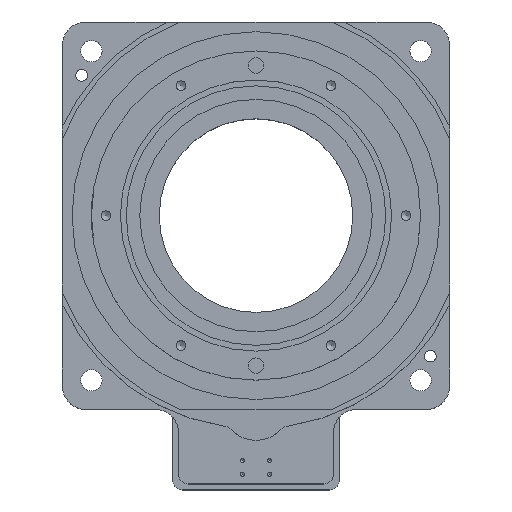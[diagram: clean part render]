
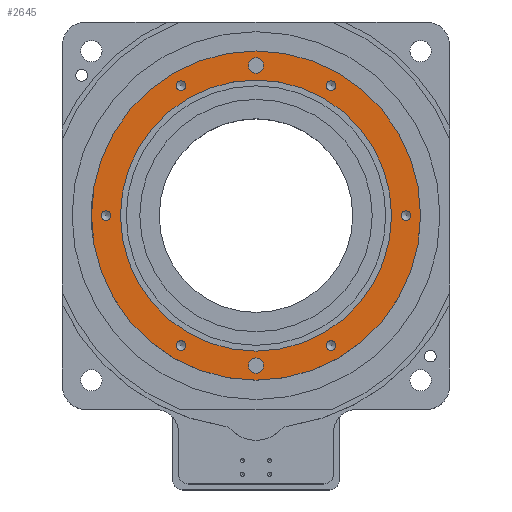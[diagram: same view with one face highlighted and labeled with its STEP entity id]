
A CAD part, top view. The second image highlights one B-rep face of the part: STEP entity #2645.
In plain terms, the highlighted planar face has unit normal (0, 0, 1).
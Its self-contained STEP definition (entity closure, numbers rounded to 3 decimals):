
#27=FACE_BOUND('',#765,.T.);
#28=FACE_BOUND('',#766,.T.);
#29=FACE_BOUND('',#767,.T.);
#30=FACE_BOUND('',#768,.T.);
#31=FACE_BOUND('',#769,.T.);
#32=FACE_BOUND('',#770,.T.);
#33=FACE_BOUND('',#771,.T.);
#34=FACE_BOUND('',#772,.T.);
#35=FACE_BOUND('',#773,.T.);
#615=FACE_OUTER_BOUND('',#764,.T.);
#764=EDGE_LOOP('',(#2129,#2130));
#765=EDGE_LOOP('',(#2131,#2132));
#766=EDGE_LOOP('',(#2133,#2134));
#767=EDGE_LOOP('',(#2135,#2136));
#768=EDGE_LOOP('',(#2137,#2138));
#769=EDGE_LOOP('',(#2139,#2140));
#770=EDGE_LOOP('',(#2141,#2142));
#771=EDGE_LOOP('',(#2143,#2144));
#772=EDGE_LOOP('',(#2145,#2146));
#773=EDGE_LOOP('',(#2147,#2148));
#952=CIRCLE('',#2879,85.);
#953=CIRCLE('',#2880,85.);
#964=CIRCLE('',#2895,70.);
#965=CIRCLE('',#2896,70.);
#968=CIRCLE('',#2900,2.5);
#969=CIRCLE('',#2901,2.5);
#972=CIRCLE('',#2905,2.5);
#973=CIRCLE('',#2906,2.5);
#976=CIRCLE('',#2910,2.5);
#977=CIRCLE('',#2911,2.5);
#980=CIRCLE('',#2915,2.5);
#981=CIRCLE('',#2916,2.5);
#984=CIRCLE('',#2920,2.5);
#985=CIRCLE('',#2921,2.5);
#988=CIRCLE('',#2925,2.5);
#989=CIRCLE('',#2926,2.5);
#992=CIRCLE('',#2930,4.);
#993=CIRCLE('',#2931,4.);
#996=CIRCLE('',#2935,4.);
#997=CIRCLE('',#2936,4.);
#1176=VERTEX_POINT('',#4298);
#1177=VERTEX_POINT('',#4300);
#1192=VERTEX_POINT('',#4408);
#1193=VERTEX_POINT('',#4410);
#1196=VERTEX_POINT('',#4418);
#1197=VERTEX_POINT('',#4420);
#1200=VERTEX_POINT('',#4428);
#1201=VERTEX_POINT('',#4430);
#1204=VERTEX_POINT('',#4438);
#1205=VERTEX_POINT('',#4440);
#1208=VERTEX_POINT('',#4448);
#1209=VERTEX_POINT('',#4450);
#1212=VERTEX_POINT('',#4458);
#1213=VERTEX_POINT('',#4460);
#1216=VERTEX_POINT('',#4468);
#1217=VERTEX_POINT('',#4470);
#1220=VERTEX_POINT('',#4478);
#1221=VERTEX_POINT('',#4480);
#1224=VERTEX_POINT('',#4488);
#1225=VERTEX_POINT('',#4490);
#1503=EDGE_CURVE('',#1176,#1177,#952,.T.);
#1504=EDGE_CURVE('',#1177,#1176,#953,.T.);
#1523=EDGE_CURVE('',#1193,#1192,#964,.T.);
#1524=EDGE_CURVE('',#1192,#1193,#965,.T.);
#1528=EDGE_CURVE('',#1197,#1196,#968,.T.);
#1529=EDGE_CURVE('',#1196,#1197,#969,.T.);
#1533=EDGE_CURVE('',#1201,#1200,#972,.T.);
#1534=EDGE_CURVE('',#1200,#1201,#973,.T.);
#1538=EDGE_CURVE('',#1205,#1204,#976,.T.);
#1539=EDGE_CURVE('',#1204,#1205,#977,.T.);
#1543=EDGE_CURVE('',#1209,#1208,#980,.T.);
#1544=EDGE_CURVE('',#1208,#1209,#981,.T.);
#1548=EDGE_CURVE('',#1213,#1212,#984,.T.);
#1549=EDGE_CURVE('',#1212,#1213,#985,.T.);
#1553=EDGE_CURVE('',#1217,#1216,#988,.T.);
#1554=EDGE_CURVE('',#1216,#1217,#989,.T.);
#1558=EDGE_CURVE('',#1221,#1220,#992,.T.);
#1559=EDGE_CURVE('',#1220,#1221,#993,.T.);
#1563=EDGE_CURVE('',#1225,#1224,#996,.T.);
#1564=EDGE_CURVE('',#1224,#1225,#997,.T.);
#2129=ORIENTED_EDGE('',*,*,#1504,.F.);
#2130=ORIENTED_EDGE('',*,*,#1503,.F.);
#2131=ORIENTED_EDGE('',*,*,#1523,.T.);
#2132=ORIENTED_EDGE('',*,*,#1524,.T.);
#2133=ORIENTED_EDGE('',*,*,#1528,.T.);
#2134=ORIENTED_EDGE('',*,*,#1529,.T.);
#2135=ORIENTED_EDGE('',*,*,#1533,.T.);
#2136=ORIENTED_EDGE('',*,*,#1534,.T.);
#2137=ORIENTED_EDGE('',*,*,#1538,.T.);
#2138=ORIENTED_EDGE('',*,*,#1539,.T.);
#2139=ORIENTED_EDGE('',*,*,#1543,.T.);
#2140=ORIENTED_EDGE('',*,*,#1544,.T.);
#2141=ORIENTED_EDGE('',*,*,#1548,.T.);
#2142=ORIENTED_EDGE('',*,*,#1549,.T.);
#2143=ORIENTED_EDGE('',*,*,#1553,.T.);
#2144=ORIENTED_EDGE('',*,*,#1554,.T.);
#2145=ORIENTED_EDGE('',*,*,#1558,.T.);
#2146=ORIENTED_EDGE('',*,*,#1559,.T.);
#2147=ORIENTED_EDGE('',*,*,#1563,.T.);
#2148=ORIENTED_EDGE('',*,*,#1564,.T.);
#2534=PLANE('',#2948);
#2645=ADVANCED_FACE('',(#615,#27,#28,#29,#30,#31,#32,#33,#34,#35),#2534,
 .T.);
#2879=AXIS2_PLACEMENT_3D('',#4301,#3430,#3431);
#2880=AXIS2_PLACEMENT_3D('',#4302,#3432,#3433);
#2895=AXIS2_PLACEMENT_3D('',#4411,#3466,#3467);
#2896=AXIS2_PLACEMENT_3D('',#4412,#3468,#3469);
#2900=AXIS2_PLACEMENT_3D('',#4421,#3477,#3478);
#2901=AXIS2_PLACEMENT_3D('',#4422,#3479,#3480);
#2905=AXIS2_PLACEMENT_3D('',#4431,#3488,#3489);
#2906=AXIS2_PLACEMENT_3D('',#4432,#3490,#3491);
#2910=AXIS2_PLACEMENT_3D('',#4441,#3499,#3500);
#2911=AXIS2_PLACEMENT_3D('',#4442,#3501,#3502);
#2915=AXIS2_PLACEMENT_3D('',#4451,#3510,#3511);
#2916=AXIS2_PLACEMENT_3D('',#4452,#3512,#3513);
#2920=AXIS2_PLACEMENT_3D('',#4461,#3521,#3522);
#2921=AXIS2_PLACEMENT_3D('',#4462,#3523,#3524);
#2925=AXIS2_PLACEMENT_3D('',#4471,#3532,#3533);
#2926=AXIS2_PLACEMENT_3D('',#4472,#3534,#3535);
#2930=AXIS2_PLACEMENT_3D('',#4481,#3543,#3544);
#2931=AXIS2_PLACEMENT_3D('',#4482,#3545,#3546);
#2935=AXIS2_PLACEMENT_3D('',#4491,#3554,#3555);
#2936=AXIS2_PLACEMENT_3D('',#4492,#3556,#3557);
#2948=AXIS2_PLACEMENT_3D('',#4520,#3588,#3589);
#3430=DIRECTION('center_axis',(0.,0.,-1.));
#3431=DIRECTION('ref_axis',(-1.,0.,0.));
#3432=DIRECTION('center_axis',(0.,0.,-1.));
#3433=DIRECTION('ref_axis',(-1.,0.,0.));
#3466=DIRECTION('center_axis',(0.,0.,-1.));
#3467=DIRECTION('ref_axis',(1.,0.,0.));
#3468=DIRECTION('center_axis',(0.,0.,-1.));
#3469=DIRECTION('ref_axis',(1.,0.,0.));
#3477=DIRECTION('center_axis',(0.,0.,-1.));
#3478=DIRECTION('ref_axis',(1.,0.,0.));
#3479=DIRECTION('center_axis',(0.,0.,-1.));
#3480=DIRECTION('ref_axis',(1.,0.,0.));
#3488=DIRECTION('center_axis',(0.,0.,-1.));
#3489=DIRECTION('ref_axis',(1.,0.,0.));
#3490=DIRECTION('center_axis',(0.,0.,-1.));
#3491=DIRECTION('ref_axis',(1.,0.,0.));
#3499=DIRECTION('center_axis',(0.,0.,-1.));
#3500=DIRECTION('ref_axis',(1.,0.,0.));
#3501=DIRECTION('center_axis',(0.,0.,-1.));
#3502=DIRECTION('ref_axis',(1.,0.,0.));
#3510=DIRECTION('center_axis',(0.,0.,-1.));
#3511=DIRECTION('ref_axis',(1.,0.,0.));
#3512=DIRECTION('center_axis',(0.,0.,-1.));
#3513=DIRECTION('ref_axis',(1.,0.,0.));
#3521=DIRECTION('center_axis',(0.,0.,-1.));
#3522=DIRECTION('ref_axis',(1.,0.,0.));
#3523=DIRECTION('center_axis',(0.,0.,-1.));
#3524=DIRECTION('ref_axis',(1.,0.,0.));
#3532=DIRECTION('center_axis',(0.,0.,-1.));
#3533=DIRECTION('ref_axis',(1.,0.,0.));
#3534=DIRECTION('center_axis',(0.,0.,-1.));
#3535=DIRECTION('ref_axis',(1.,0.,0.));
#3543=DIRECTION('center_axis',(0.,0.,-1.));
#3544=DIRECTION('ref_axis',(1.,0.,0.));
#3545=DIRECTION('center_axis',(0.,0.,-1.));
#3546=DIRECTION('ref_axis',(1.,0.,0.));
#3554=DIRECTION('center_axis',(0.,0.,-1.));
#3555=DIRECTION('ref_axis',(1.,0.,0.));
#3556=DIRECTION('center_axis',(0.,0.,-1.));
#3557=DIRECTION('ref_axis',(1.,0.,0.));
#3588=DIRECTION('center_axis',(0.,0.,1.));
#3589=DIRECTION('ref_axis',(1.,0.,0.));
#4298=CARTESIAN_POINT('',(85.,0.,64.5));
#4300=CARTESIAN_POINT('',(-85.,0.,64.5));
#4301=CARTESIAN_POINT('Origin',(0.,0.,64.5));
#4302=CARTESIAN_POINT('Origin',(0.,0.,64.5));
#4408=CARTESIAN_POINT('',(-70.,0.,64.5));
#4410=CARTESIAN_POINT('',(70.,0.,64.5));
#4411=CARTESIAN_POINT('Origin',(0.,0.,64.5));
#4412=CARTESIAN_POINT('Origin',(0.,0.,64.5));
#4418=CARTESIAN_POINT('',(36.25,67.117,64.5));
#4420=CARTESIAN_POINT('',(41.25,67.117,64.5));
#4421=CARTESIAN_POINT('Origin',(38.75,67.117,64.5));
#4422=CARTESIAN_POINT('Origin',(38.75,67.117,64.5));
#4428=CARTESIAN_POINT('',(-41.25,67.117,64.5));
#4430=CARTESIAN_POINT('',(-36.25,67.117,64.5));
#4431=CARTESIAN_POINT('Origin',(-38.75,67.117,64.5));
#4432=CARTESIAN_POINT('Origin',(-38.75,67.117,64.5));
#4438=CARTESIAN_POINT('',(-80.,0.,64.5));
#4440=CARTESIAN_POINT('',(-75.,0.,64.5));
#4441=CARTESIAN_POINT('Origin',(-77.5,0.,
64.5));
#4442=CARTESIAN_POINT('Origin',(-77.5,0.,
64.5));
#4448=CARTESIAN_POINT('',(-41.25,-67.117,64.5));
#4450=CARTESIAN_POINT('',(-36.25,-67.117,64.5));
#4451=CARTESIAN_POINT('Origin',(-38.75,-67.117,64.5));
#4452=CARTESIAN_POINT('Origin',(-38.75,-67.117,64.5));
#4458=CARTESIAN_POINT('',(36.25,-67.117,64.5));
#4460=CARTESIAN_POINT('',(41.25,-67.117,64.5));
#4461=CARTESIAN_POINT('Origin',(38.75,-67.117,64.5));
#4462=CARTESIAN_POINT('Origin',(38.75,-67.117,64.5));
#4468=CARTESIAN_POINT('',(75.,0.,64.5));
#4470=CARTESIAN_POINT('',(80.,0.,64.5));
#4471=CARTESIAN_POINT('Origin',(77.5,0.,64.5));
#4472=CARTESIAN_POINT('Origin',(77.5,0.,64.5));
#4478=CARTESIAN_POINT('',(-4.,-77.5,64.5));
#4480=CARTESIAN_POINT('',(4.,-77.5,64.5));
#4481=CARTESIAN_POINT('Origin',(0.,-77.5,64.5));
#4482=CARTESIAN_POINT('Origin',(0.,-77.5,64.5));
#4488=CARTESIAN_POINT('',(-4.,77.5,64.5));
#4490=CARTESIAN_POINT('',(4.,77.5,64.5));
#4491=CARTESIAN_POINT('Origin',(0.,77.5,64.5));
#4492=CARTESIAN_POINT('Origin',(0.,77.5,64.5));
#4520=CARTESIAN_POINT('Origin',(0.,0.,64.5));
